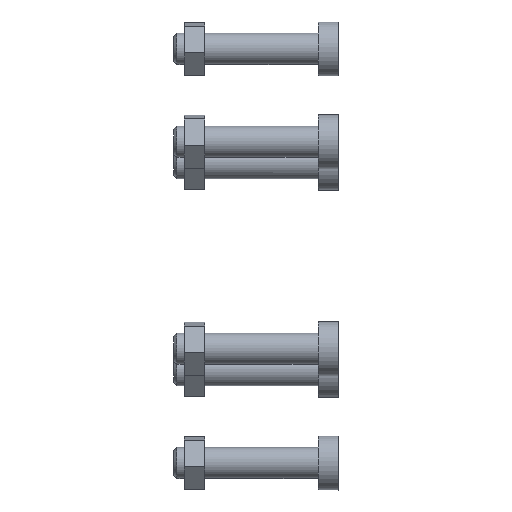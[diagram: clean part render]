
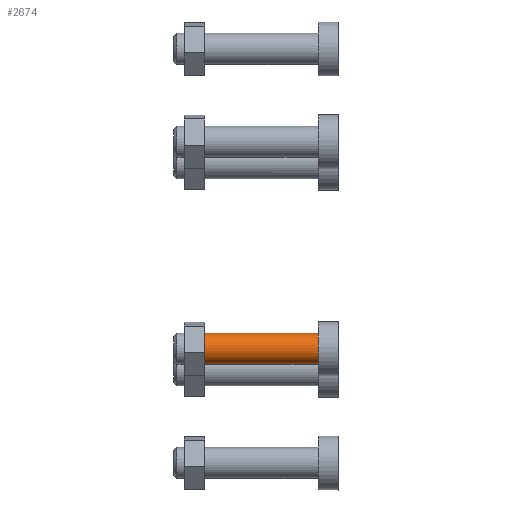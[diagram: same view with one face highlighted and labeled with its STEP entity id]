
A CAD part, top view. The second image highlights one B-rep face of the part: STEP entity #2674.
In plain terms, the highlighted cylindrical face has radius 6.35 mm (diameter 12.7 mm), a partial arc.
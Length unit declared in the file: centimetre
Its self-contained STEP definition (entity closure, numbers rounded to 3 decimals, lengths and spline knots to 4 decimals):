
#63 = DIRECTION ( 'NONE',  ( -1., 0., 0. ) ) ;
#92 = CYLINDRICAL_SURFACE ( 'NONE', #2712, 0.635 ) ;
#123 = DIRECTION ( 'NONE',  ( -1., 0., 0. ) ) ;
#131 = FACE_OUTER_BOUND ( 'NONE', #3884, .T. ) ;
#319 = DIRECTION ( 'NONE',  ( -1., 0., 0. ) ) ;
#340 = CIRCLE ( 'NONE', #2026, 0.635 ) ;
#600 = CARTESIAN_POINT ( 'NONE',  ( 48.812, 94.3585, -3.5846 ) ) ;
#641 = VERTEX_POINT ( 'NONE', #600 ) ;
#723 = ORIENTED_EDGE ( 'NONE', *, *, #3423, .F. ) ;
#934 = DIRECTION ( 'NONE',  ( 0., 0., 1. ) ) ;
#955 = CARTESIAN_POINT ( 'NONE',  ( 53.423, 94.3585, -4.8546 ) ) ;
#1071 = EDGE_CURVE ( 'NONE', #641, #2444, #2273, .T. ) ;
#1091 = ORIENTED_EDGE ( 'NONE', *, *, #2098, .F. ) ;
#1196 = CARTESIAN_POINT ( 'NONE',  ( 53.423, 94.3585, -3.5846 ) ) ;
#1260 = DIRECTION ( 'NONE',  ( 0., 0., -1. ) ) ;
#1380 = DIRECTION ( 'NONE',  ( -1., 0., 0. ) ) ;
#1400 = LINE ( 'NONE', #3628, #2036 ) ;
#1424 = CARTESIAN_POINT ( 'NONE',  ( 2289.5764, 94.3585, -4.2196 ) ) ;
#1808 = EDGE_CURVE ( 'NONE', #3098, #2444, #2705, .T. ) ;
#1920 = CARTESIAN_POINT ( 'NONE',  ( 48.812, 94.3585, -4.2196 ) ) ;
#1971 = CARTESIAN_POINT ( 'NONE',  ( 53.423, 94.3585, -4.2196 ) ) ;
#2026 = AXIS2_PLACEMENT_3D ( 'NONE', #1971, #3266, #1260 ) ;
#2036 = VECTOR ( 'NONE', #1380, 100. ) ;
#2083 = CARTESIAN_POINT ( 'NONE',  ( 2289.5764, 94.3585, -4.8546 ) ) ;
#2098 = EDGE_CURVE ( 'NONE', #3098, #2364, #340, .T. ) ;
#2273 = CIRCLE ( 'NONE', #2772, 0.635 ) ;
#2364 = VERTEX_POINT ( 'NONE', #1196 ) ;
#2444 = VERTEX_POINT ( 'NONE', #4036 ) ;
#2588 = ORIENTED_EDGE ( 'NONE', *, *, #1808, .T. ) ;
#2674 = ADVANCED_FACE ( 'NONE', ( #131 ), #92, .T. ) ;
#2705 = LINE ( 'NONE', #2083, #2976 ) ;
#2712 = AXIS2_PLACEMENT_3D ( 'NONE', #1424, #63, #3279 ) ;
#2772 = AXIS2_PLACEMENT_3D ( 'NONE', #1920, #319, #934 ) ;
#2782 = ORIENTED_EDGE ( 'NONE', *, *, #1071, .F. ) ;
#2976 = VECTOR ( 'NONE', #123, 100. ) ;
#3098 = VERTEX_POINT ( 'NONE', #955 ) ;
#3266 = DIRECTION ( 'NONE',  ( 1., 0., 0. ) ) ;
#3279 = DIRECTION ( 'NONE',  ( 0., 0., 1. ) ) ;
#3423 = EDGE_CURVE ( 'NONE', #2364, #641, #1400, .T. ) ;
#3628 = CARTESIAN_POINT ( 'NONE',  ( 2289.5764, 94.3585, -3.5846 ) ) ;
#3884 = EDGE_LOOP ( 'NONE', ( #1091, #2588, #2782, #723 ) ) ;
#4036 = CARTESIAN_POINT ( 'NONE',  ( 48.812, 94.3585, -4.8546 ) ) ;
